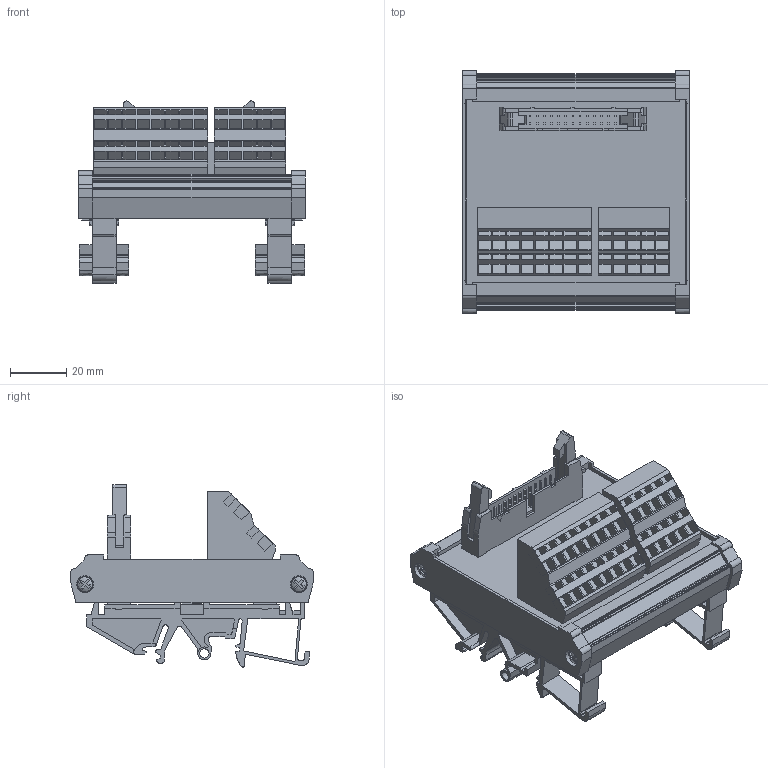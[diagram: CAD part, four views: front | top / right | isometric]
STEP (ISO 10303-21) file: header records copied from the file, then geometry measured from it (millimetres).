
FILE_DESCRIPTION(('CATIA V5R22 STEP214','CAx-IF Rec.Pracs.--- Model Styling and Organization---1.4--- 2014-01-23'),'2;1');
FILE_NAME ('032160-1_0', '2021-11-09T09:39:32+00:00', ('Weidmueller Interface'), ('Weidmueller'), 'CATIA Version 5-6 Release 2016 SP3 HF44', 'CATIA V5 STEP AP214', 'none');
FILE_SCHEMA(('AUTOMOTIVE_DESIGN { 1 0 10303 214 1 1 1 1 }'));
Products named in the file (1): 8537180000_RS F26 Z
Bounding box: 80.5 x 86.4 x 64.75 mm (x, y, z)
Volume: 80193.1 mm3; surface area: 68274.4 mm2
Topology: 1 solids, 5 shells, 1565 faces, 4475 edges, 2962 vertices
Faces by surface type: plane 1274, cylinder 241, bspline 34, torus 8, sphere 8
Entity records: 53759 total; most frequent: CARTESIAN_POINT 11882, ORIENTED_EDGE 8950, DIRECTION 7211, EDGE_CURVE 4475, VECTOR 3735, LINE 3735, VERTEX_POINT 2962, AXIS2_PLACEMENT_3D 1948
